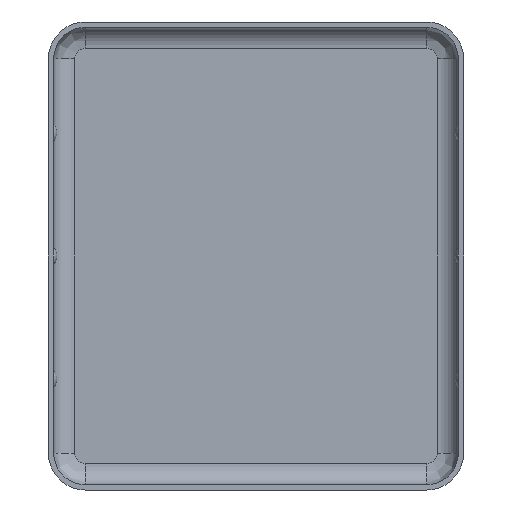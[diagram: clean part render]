
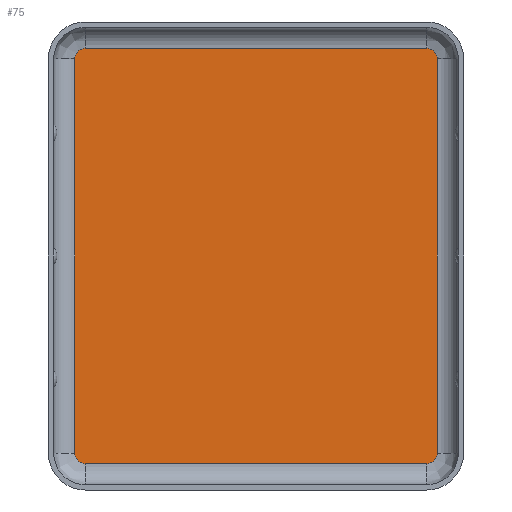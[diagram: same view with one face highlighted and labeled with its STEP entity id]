
A CAD part, front view. The second image highlights one B-rep face of the part: STEP entity #75.
In plain terms, the highlighted planar face has unit normal (0, -1, 0).
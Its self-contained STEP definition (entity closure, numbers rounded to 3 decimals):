
#75 = ADVANCED_FACE( 'NONE', ( #188 ), #189, .T. );
#188 = FACE_OUTER_BOUND( '', #371, .T. );
#189 = PLANE( '', #372 );
#371 = EDGE_LOOP( '', ( #684, #685, #686, #687, #688, #689, #690, #691 ) );
#372 = AXIS2_PLACEMENT_3D( '', #692, #693, #694 );
#684 = ORIENTED_EDGE( '', *, *, #1029, .F. );
#685 = ORIENTED_EDGE( '', *, *, #1030, .F. );
#686 = ORIENTED_EDGE( '', *, *, #1031, .F. );
#687 = ORIENTED_EDGE( '', *, *, #1032, .T. );
#688 = ORIENTED_EDGE( '', *, *, #1033, .T. );
#689 = ORIENTED_EDGE( '', *, *, #1034, .F. );
#690 = ORIENTED_EDGE( '', *, *, #1035, .T. );
#691 = ORIENTED_EDGE( '', *, *, #1036, .T. );
#692 = CARTESIAN_POINT( '', ( 9.7, 0., -11.2 ) );
#693 = DIRECTION( '', ( 0., -1., 0. ) );
#694 = DIRECTION( '', ( 0., 0., -1. ) );
#1029 = EDGE_CURVE( 'NONE', #1173, #1174, #1175, .T. );
#1030 = EDGE_CURVE( 'NONE', #1176, #1173, #1177, .T. );
#1031 = EDGE_CURVE( 'NONE', #1178, #1176, #1179, .T. );
#1032 = EDGE_CURVE( 'NONE', #1178, #1180, #1181, .T. );
#1033 = EDGE_CURVE( 'NONE', #1180, #1182, #1183, .T. );
#1034 = EDGE_CURVE( 'NONE', #1184, #1182, #1185, .T. );
#1035 = EDGE_CURVE( 'NONE', #1184, #1186, #1187, .T. );
#1036 = EDGE_CURVE( 'NONE', #1186, #1174, #1188, .T. );
#1173 = VERTEX_POINT( 'NONE', #1372 );
#1174 = VERTEX_POINT( 'NONE', #1373 );
#1175 = LINE( '', #1374, #1375 );
#1176 = VERTEX_POINT( 'NONE', #1376 );
#1177 = CIRCLE( '', #1377, 0.6 );
#1178 = VERTEX_POINT( 'NONE', #1378 );
#1179 = LINE( '', #1379, #1380 );
#1180 = VERTEX_POINT( 'NONE', #1381 );
#1181 = CIRCLE( '', #1382, 0.6 );
#1182 = VERTEX_POINT( 'NONE', #1383 );
#1183 = LINE( '', #1384, #1385 );
#1184 = VERTEX_POINT( 'NONE', #1386 );
#1185 = CIRCLE( '', #1387, 0.6 );
#1186 = VERTEX_POINT( 'NONE', #1388 );
#1187 = LINE( '', #1389, #1390 );
#1188 = CIRCLE( '', #1391, 0.6 );
#1372 = CARTESIAN_POINT( '', ( 9.7, 0., -11.8 ) );
#1373 = CARTESIAN_POINT( '', ( -9.7, 0., -11.8 ) );
#1374 = CARTESIAN_POINT( '', ( 9.7, 0., -11.8 ) );
#1375 = VECTOR( '', #1613, 1000. );
#1376 = CARTESIAN_POINT( '', ( 10.3, 0., -11.2 ) );
#1377 = AXIS2_PLACEMENT_3D( '', #1614, #1615, #1616 );
#1378 = CARTESIAN_POINT( '', ( 10.3, 0., 11.2 ) );
#1379 = CARTESIAN_POINT( '', ( 10.3, 0., 0. ) );
#1380 = VECTOR( '', #1617, 1000. );
#1381 = CARTESIAN_POINT( '', ( 9.7, 0., 11.8 ) );
#1382 = AXIS2_PLACEMENT_3D( '', #1618, #1619, #1620 );
#1383 = CARTESIAN_POINT( '', ( -9.7, 0., 11.8 ) );
#1384 = CARTESIAN_POINT( '', ( 9.7, 0., 11.8 ) );
#1385 = VECTOR( '', #1621, 1000. );
#1386 = CARTESIAN_POINT( '', ( -10.3, 0., 11.2 ) );
#1387 = AXIS2_PLACEMENT_3D( '', #1622, #1623, #1624 );
#1388 = CARTESIAN_POINT( '', ( -10.3, 0., -11.2 ) );
#1389 = CARTESIAN_POINT( '', ( -10.3, 0., 0. ) );
#1390 = VECTOR( '', #1625, 1000. );
#1391 = AXIS2_PLACEMENT_3D( '', #1626, #1627, #1628 );
#1613 = DIRECTION( '', ( -1., 0., 0. ) );
#1614 = CARTESIAN_POINT( '', ( 9.7, 0., -11.2 ) );
#1615 = DIRECTION( '', ( 0., 1., 0. ) );
#1616 = DIRECTION( '', ( 1., 0., 0. ) );
#1617 = DIRECTION( '', ( 0., 0., -1. ) );
#1618 = CARTESIAN_POINT( '', ( 9.7, 0., 11.2 ) );
#1619 = DIRECTION( '', ( 0., -1., 0. ) );
#1620 = DIRECTION( '', ( 1., 0., 0. ) );
#1621 = DIRECTION( '', ( -1., 0., 0. ) );
#1622 = CARTESIAN_POINT( '', ( -9.7, 0., 11.2 ) );
#1623 = DIRECTION( '', ( 0., 1., 0. ) );
#1624 = DIRECTION( '', ( -1., 0., 0. ) );
#1625 = DIRECTION( '', ( 0., 0., -1. ) );
#1626 = CARTESIAN_POINT( '', ( -9.7, 0., -11.2 ) );
#1627 = DIRECTION( '', ( 0., -1., 0. ) );
#1628 = DIRECTION( '', ( -1., 0., 0. ) );
